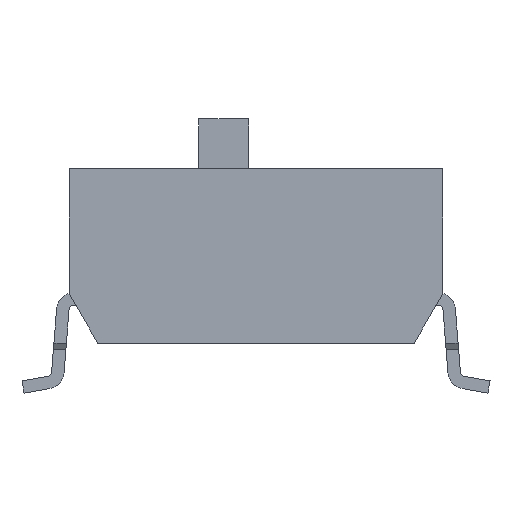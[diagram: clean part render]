
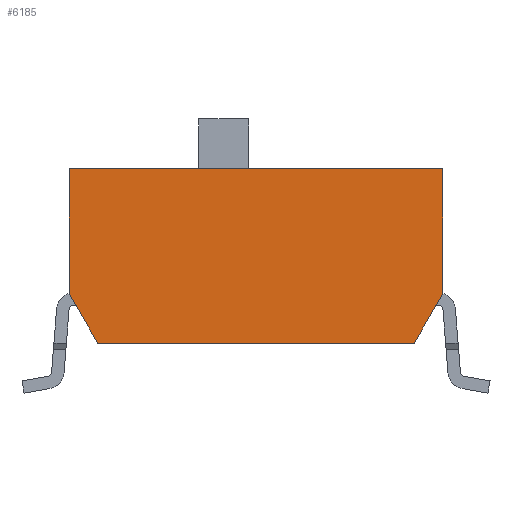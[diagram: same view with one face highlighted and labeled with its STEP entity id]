
A CAD part, left-side view. The second image highlights one B-rep face of the part: STEP entity #6185.
In plain terms, the highlighted planar face has unit normal (-1, 0, 0).
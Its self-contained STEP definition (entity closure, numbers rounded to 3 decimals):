
#134=DIRECTION('',(0.,0.,-1.));
#135=VECTOR('',#134,2.5);
#136=CARTESIAN_POINT('',(-11.15,-3.75,0.));
#137=LINE('',#136,#135);
#138=DIRECTION('',(0.,0.5,-0.866));
#139=VECTOR('',#138,1.155);
#140=CARTESIAN_POINT('',(-11.15,-3.75,-2.5));
#141=LINE('',#140,#139);
#142=DIRECTION('',(0.,1.,0.));
#143=VECTOR('',#142,6.345);
#144=CARTESIAN_POINT('',(-11.15,-3.173,-3.5));
#145=LINE('',#144,#143);
#146=DIRECTION('',(0.,0.5,0.866));
#147=VECTOR('',#146,1.155);
#148=CARTESIAN_POINT('',(-11.15,3.173,-3.5));
#149=LINE('',#148,#147);
#150=DIRECTION('',(0.,0.,1.));
#151=VECTOR('',#150,2.5);
#152=CARTESIAN_POINT('',(-11.15,3.75,-2.5));
#153=LINE('',#152,#151);
#154=DIRECTION('',(0.,-1.,0.));
#155=VECTOR('',#154,7.5);
#156=CARTESIAN_POINT('',(-11.15,3.75,0.));
#157=LINE('',#156,#155);
#4714=CARTESIAN_POINT('',(-11.15,-3.75,0.));
#4715=CARTESIAN_POINT('',(-11.15,-3.75,-2.5));
#4716=VERTEX_POINT('',#4714);
#4717=VERTEX_POINT('',#4715);
#4718=CARTESIAN_POINT('',(-11.15,-3.173,-3.5));
#4719=VERTEX_POINT('',#4718);
#4720=CARTESIAN_POINT('',(-11.15,3.173,-3.5));
#4721=VERTEX_POINT('',#4720);
#4722=CARTESIAN_POINT('',(-11.15,3.75,-2.5));
#4723=VERTEX_POINT('',#4722);
#4724=CARTESIAN_POINT('',(-11.15,3.75,0.));
#4725=VERTEX_POINT('',#4724);
#6166=CARTESIAN_POINT('',(-11.15,0.,0.));
#6167=DIRECTION('',(1.,0.,0.));
#6168=DIRECTION('',(0.,0.,-1.));
#6169=AXIS2_PLACEMENT_3D('',#6166,#6167,#6168);
#6170=PLANE('',#6169);
#6172=ORIENTED_EDGE('',*,*,#6171,.T.);
#6174=ORIENTED_EDGE('',*,*,#6173,.T.);
#6176=ORIENTED_EDGE('',*,*,#6175,.T.);
#6178=ORIENTED_EDGE('',*,*,#6177,.T.);
#6180=ORIENTED_EDGE('',*,*,#6179,.T.);
#6182=ORIENTED_EDGE('',*,*,#6181,.T.);
#6183=EDGE_LOOP('',(#6172,#6174,#6176,#6178,#6180,#6182));
#6184=FACE_OUTER_BOUND('',#6183,.F.);
#6171=EDGE_CURVE('',#4716,#4717,#137,.T.);
#6173=EDGE_CURVE('',#4717,#4719,#141,.T.);
#6175=EDGE_CURVE('',#4719,#4721,#145,.T.);
#6177=EDGE_CURVE('',#4721,#4723,#149,.T.);
#6179=EDGE_CURVE('',#4723,#4725,#153,.T.);
#6181=EDGE_CURVE('',#4725,#4716,#157,.T.);
#6185=ADVANCED_FACE('',(#6184),#6170,.F.);
